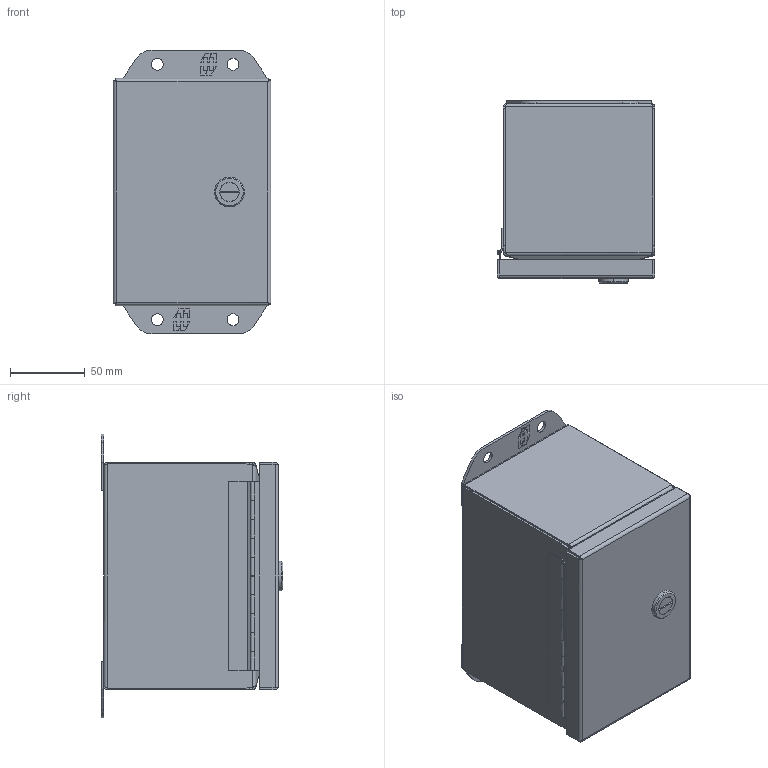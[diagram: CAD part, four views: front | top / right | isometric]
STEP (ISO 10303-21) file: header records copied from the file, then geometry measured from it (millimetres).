
FILE_DESCRIPTION (( 'STEP AP203' ), '1' );
FILE_NAME ('EJ644LG_Default.step', '2019-11-13T18:06:06', ( '' ), ( '' ), 'SwSTEP 2.0', 'SolidWorks 2019', '' );
FILE_SCHEMA (( 'CONFIG_CONTROL_DESIGN' ));
Length unit declared in the file: inch
Products named in the file (1): EJ644LG_Default
Bounding box: 105.8 x 122.06 x 190.5 mm (x, y, z)
Volume: 203684.5 mm3; surface area: 264927.7 mm2
Topology: 16 solids, 17 shells, 611 faces, 1512 edges, 936 vertices
Faces by surface type: plane 345, cylinder 174, bspline 48, cone 44
Entity records: 20569 total; most frequent: CARTESIAN_POINT 6218, ORIENTED_EDGE 2996, DIRECTION 2856, EDGE_CURVE 1498, LINE 1036, VECTOR 1036, VERTEX_POINT 936, AXIS2_PLACEMENT_3D 910
